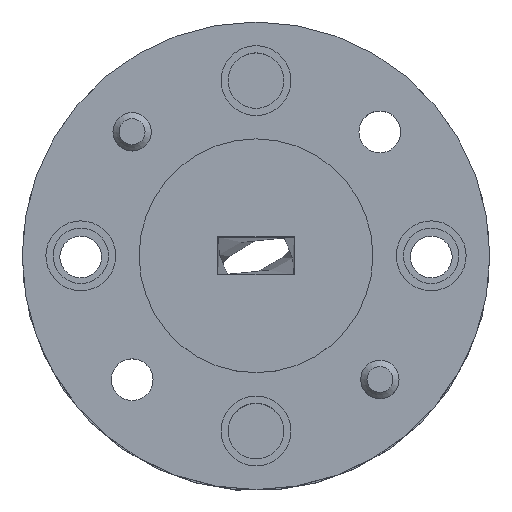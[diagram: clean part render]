
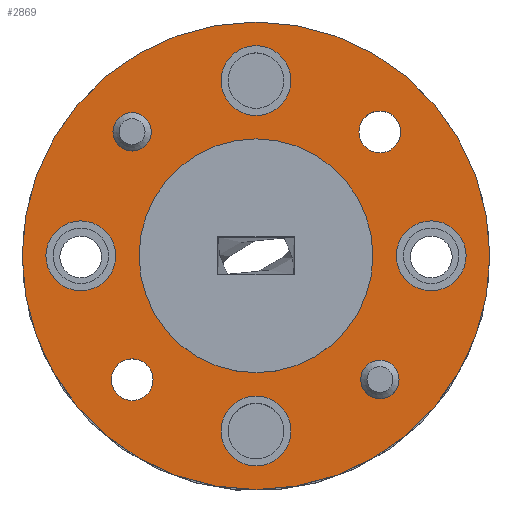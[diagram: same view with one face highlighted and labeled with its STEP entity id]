
A CAD part, top view. The second image highlights one B-rep face of the part: STEP entity #2869.
In plain terms, the highlighted planar face has unit normal (0, 0, 1).
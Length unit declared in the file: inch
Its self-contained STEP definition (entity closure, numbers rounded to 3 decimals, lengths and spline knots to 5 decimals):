
#26 = ORIENTED_EDGE ( 'NONE', *, *, #753, .F. ) ;
#33 = DIRECTION ( 'NONE',  ( 1., 0., 0. ) ) ;
#54 = FACE_BOUND ( 'NONE', #756, .T. ) ;
#135 = VERTEX_POINT ( 'NONE', #2023 ) ;
#241 = ORIENTED_EDGE ( 'NONE', *, *, #2893, .F. ) ;
#338 = CIRCLE ( 'NONE', #3193, 0.03075 ) ;
#384 = FACE_BOUND ( 'NONE', #2010, .T. ) ;
#387 = CARTESIAN_POINT ( 'NONE',  ( 0.22945, -0.1987, 0. ) ) ;
#425 = CARTESIAN_POINT ( 'NONE',  ( -0.1987, 0.1987, 0. ) ) ;
#430 = CARTESIAN_POINT ( 'NONE',  ( 0.2322, 0.1987, 0. ) ) ;
#444 = EDGE_CURVE ( 'NONE', #981, #981, #2979, .T. ) ;
#486 = ORIENTED_EDGE ( 'NONE', *, *, #1634, .F. ) ;
#502 = EDGE_CURVE ( 'NONE', #1204, #1204, #3257, .T. ) ;
#521 = CARTESIAN_POINT ( 'NONE',  ( 0., -0.281, 0. ) ) ;
#532 = EDGE_CURVE ( 'NONE', #1503, #1503, #2190, .T. ) ;
#551 = CARTESIAN_POINT ( 'NONE',  ( 0.1987, -0.1987, 0. ) ) ;
#554 = DIRECTION ( 'NONE',  ( 1., 0., 0. ) ) ;
#559 = CARTESIAN_POINT ( 'NONE',  ( 0.1987, 0.1987, 0. ) ) ;
#611 = VERTEX_POINT ( 'NONE', #2790 ) ;
#753 = EDGE_CURVE ( 'NONE', #1486, #1486, #1305, .T. ) ;
#756 = EDGE_LOOP ( 'NONE', ( #770 ) ) ;
#764 = EDGE_CURVE ( 'NONE', #3129, #3129, #2756, .T. ) ;
#770 = ORIENTED_EDGE ( 'NONE', *, *, #532, .F. ) ;
#778 = CARTESIAN_POINT ( 'NONE',  ( -0.16795, 0.1987, 0. ) ) ;
#802 = AXIS2_PLACEMENT_3D ( 'NONE', #1554, #1847, #2331 ) ;
#880 = FACE_BOUND ( 'NONE', #1491, .T. ) ;
#916 = FACE_BOUND ( 'NONE', #2341, .T. ) ;
#930 = AXIS2_PLACEMENT_3D ( 'NONE', #425, #2317, #3405 ) ;
#967 = ORIENTED_EDGE ( 'NONE', *, *, #444, .T. ) ;
#979 = ORIENTED_EDGE ( 'NONE', *, *, #502, .F. ) ;
#981 = VERTEX_POINT ( 'NONE', #2027 ) ;
#1030 = AXIS2_PLACEMENT_3D ( 'NONE', #3279, #2166, #33 ) ;
#1037 = DIRECTION ( 'NONE',  ( 0., 0., 1. ) ) ;
#1116 = FACE_BOUND ( 'NONE', #2651, .T. ) ;
#1136 = DIRECTION ( 'NONE',  ( 1., 0., 0. ) ) ;
#1160 = VERTEX_POINT ( 'NONE', #387 ) ;
#1175 = DIRECTION ( 'NONE',  ( 1., 0., 0. ) ) ;
#1204 = VERTEX_POINT ( 'NONE', #3345 ) ;
#1284 = EDGE_CURVE ( 'NONE', #3092, #3092, #3330, .T. ) ;
#1305 = CIRCLE ( 'NONE', #802, 0.056 ) ;
#1311 = AXIS2_PLACEMENT_3D ( 'NONE', #2188, #3055, #1175 ) ;
#1339 = CARTESIAN_POINT ( 'NONE',  ( 0.281, 0., 0. ) ) ;
#1416 = PLANE ( 'NONE',  #1570 ) ;
#1433 = EDGE_CURVE ( 'NONE', #135, #135, #1586, .T. ) ;
#1453 = FACE_BOUND ( 'NONE', #1532, .T. ) ;
#1486 = VERTEX_POINT ( 'NONE', #2549 ) ;
#1491 = EDGE_LOOP ( 'NONE', ( #2045 ) ) ;
#1499 = EDGE_LOOP ( 'NONE', ( #2241 ) ) ;
#1503 = VERTEX_POINT ( 'NONE', #1739 ) ;
#1532 = EDGE_LOOP ( 'NONE', ( #3084 ) ) ;
#1554 = CARTESIAN_POINT ( 'NONE',  ( -0.281, 0., 0. ) ) ;
#1570 = AXIS2_PLACEMENT_3D ( 'NONE', #2767, #3011, #2519 ) ;
#1577 = DIRECTION ( 'NONE',  ( 0., 0., 1. ) ) ;
#1585 = DIRECTION ( 'NONE',  ( 0., 0., 1. ) ) ;
#1586 = CIRCLE ( 'NONE', #1311, 0.0335 ) ;
#1634 = EDGE_CURVE ( 'NONE', #3176, #3176, #2938, .T. ) ;
#1739 = CARTESIAN_POINT ( 'NONE',  ( 0.1875, 0., 0. ) ) ;
#1744 = AXIS2_PLACEMENT_3D ( 'NONE', #1339, #2427, #1136 ) ;
#1814 = AXIS2_PLACEMENT_3D ( 'NONE', #559, #1577, #1886 ) ;
#1847 = DIRECTION ( 'NONE',  ( 0., 0., 1. ) ) ;
#1886 = DIRECTION ( 'NONE',  ( 1., 0., 0. ) ) ;
#1921 = FACE_BOUND ( 'NONE', #1499, .T. ) ;
#1939 = FACE_OUTER_BOUND ( 'NONE', #3307, .T. ) ;
#1961 = CIRCLE ( 'NONE', #2021, 0.056 ) ;
#2010 = EDGE_LOOP ( 'NONE', ( #486 ) ) ;
#2021 = AXIS2_PLACEMENT_3D ( 'NONE', #3199, #2145, #554 ) ;
#2023 = CARTESIAN_POINT ( 'NONE',  ( -0.1652, -0.1987, 0. ) ) ;
#2027 = CARTESIAN_POINT ( 'NONE',  ( 0.375, 0., 0. ) ) ;
#2045 = ORIENTED_EDGE ( 'NONE', *, *, #1284, .F. ) ;
#2065 = CARTESIAN_POINT ( 'NONE',  ( 0., 0., 0. ) ) ;
#2141 = ORIENTED_EDGE ( 'NONE', *, *, #764, .F. ) ;
#2145 = DIRECTION ( 'NONE',  ( 0., 0., 1. ) ) ;
#2166 = DIRECTION ( 'NONE',  ( 0., 0., 1. ) ) ;
#2182 = EDGE_LOOP ( 'NONE', ( #241 ) ) ;
#2188 = CARTESIAN_POINT ( 'NONE',  ( -0.1987, -0.1987, 0. ) ) ;
#2190 = CIRCLE ( 'NONE', #1030, 0.1875 ) ;
#2241 = ORIENTED_EDGE ( 'NONE', *, *, #3181, .F. ) ;
#2259 = FACE_BOUND ( 'NONE', #2535, .T. ) ;
#2314 = AXIS2_PLACEMENT_3D ( 'NONE', #521, #1585, #2584 ) ;
#2317 = DIRECTION ( 'NONE',  ( 0., 0., 1. ) ) ;
#2331 = DIRECTION ( 'NONE',  ( 1., 0., 0. ) ) ;
#2341 = EDGE_LOOP ( 'NONE', ( #2141 ) ) ;
#2427 = DIRECTION ( 'NONE',  ( 0., 0., 1. ) ) ;
#2519 = DIRECTION ( 'NONE',  ( 1., 0., 0. ) ) ;
#2535 = EDGE_LOOP ( 'NONE', ( #979 ) ) ;
#2549 = CARTESIAN_POINT ( 'NONE',  ( -0.225, 0., 0. ) ) ;
#2584 = DIRECTION ( 'NONE',  ( 1., 0., 0. ) ) ;
#2651 = EDGE_LOOP ( 'NONE', ( #26 ) ) ;
#2756 = CIRCLE ( 'NONE', #2314, 0.056 ) ;
#2767 = CARTESIAN_POINT ( 'NONE',  ( 0., 0., 0. ) ) ;
#2790 = CARTESIAN_POINT ( 'NONE',  ( 0.056, 0.281, 0. ) ) ;
#2869 = ADVANCED_FACE ( 'NONE', ( #54, #1453, #880, #2259, #1116, #916, #3297, #384, #1921, #1939 ), #1416, .T. ) ;
#2872 = CARTESIAN_POINT ( 'NONE',  ( 0.056, -0.281, 0. ) ) ;
#2893 = EDGE_CURVE ( 'NONE', #611, #611, #1961, .T. ) ;
#2938 = CIRCLE ( 'NONE', #930, 0.03075 ) ;
#2979 = CIRCLE ( 'NONE', #3432, 0.375 ) ;
#2990 = DIRECTION ( 'NONE',  ( 1., 0., 0. ) ) ;
#3011 = DIRECTION ( 'NONE',  ( 0., 0., 1. ) ) ;
#3055 = DIRECTION ( 'NONE',  ( 0., 0., 1. ) ) ;
#3084 = ORIENTED_EDGE ( 'NONE', *, *, #1433, .F. ) ;
#3092 = VERTEX_POINT ( 'NONE', #430 ) ;
#3129 = VERTEX_POINT ( 'NONE', #2872 ) ;
#3176 = VERTEX_POINT ( 'NONE', #778 ) ;
#3181 = EDGE_CURVE ( 'NONE', #1160, #1160, #338, .T. ) ;
#3193 = AXIS2_PLACEMENT_3D ( 'NONE', #551, #3250, #2990 ) ;
#3199 = CARTESIAN_POINT ( 'NONE',  ( 0., 0.281, 0. ) ) ;
#3250 = DIRECTION ( 'NONE',  ( 0., 0., 1. ) ) ;
#3257 = CIRCLE ( 'NONE', #1744, 0.056 ) ;
#3279 = CARTESIAN_POINT ( 'NONE',  ( 0., 0., 0. ) ) ;
#3297 = FACE_BOUND ( 'NONE', #2182, .T. ) ;
#3307 = EDGE_LOOP ( 'NONE', ( #967 ) ) ;
#3330 = CIRCLE ( 'NONE', #1814, 0.0335 ) ;
#3345 = CARTESIAN_POINT ( 'NONE',  ( 0.337, 0., 0. ) ) ;
#3405 = DIRECTION ( 'NONE',  ( 1., 0., 0. ) ) ;
#3420 = DIRECTION ( 'NONE',  ( 1., 0., 0. ) ) ;
#3432 = AXIS2_PLACEMENT_3D ( 'NONE', #2065, #1037, #3420 ) ;
